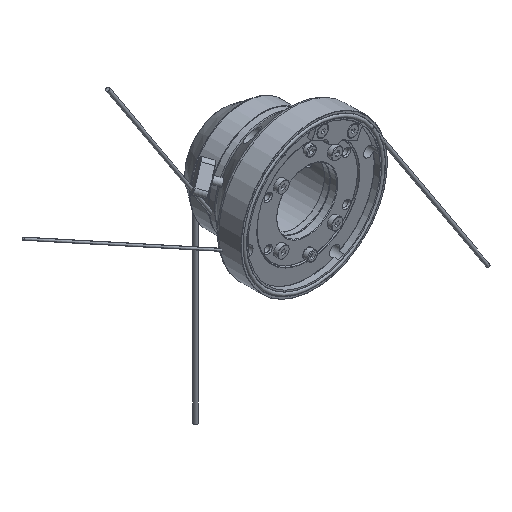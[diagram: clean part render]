
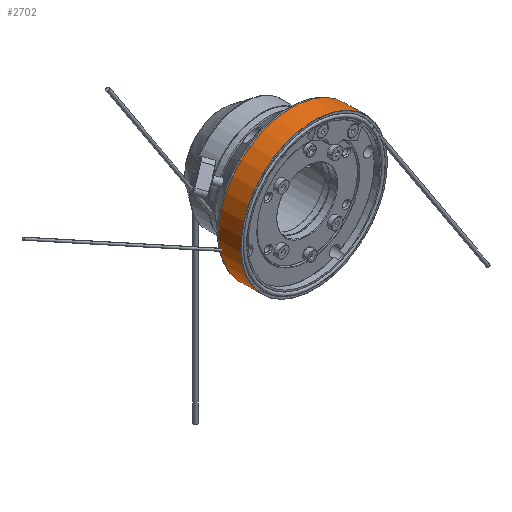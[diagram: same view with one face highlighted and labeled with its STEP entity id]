
A CAD part, isometric view. The second image highlights one B-rep face of the part: STEP entity #2702.
In plain terms, the highlighted cylindrical face has radius 65 mm (diameter 130 mm), a full revolution.
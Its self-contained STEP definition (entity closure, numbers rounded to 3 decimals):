
#273 = AXIS2_PLACEMENT_3D ( 'NONE', #9165, #3560, #8982 ) ;
#538 = EDGE_LOOP ( 'NONE', ( #3243 ) ) ;
#1090 = CARTESIAN_POINT ( 'NONE',  ( -65., 0., -0.2 ) ) ;
#1268 = CYLINDRICAL_SURFACE ( 'NONE', #273, 65. ) ;
#1483 = CARTESIAN_POINT ( 'NONE',  ( 0., 0., -0.2 ) ) ;
#2181 = EDGE_LOOP ( 'NONE', ( #5862 ) ) ;
#2264 = DIRECTION ( 'NONE',  ( 0., 0., -1. ) ) ;
#2333 = CIRCLE ( 'NONE', #6648, 65. ) ;
#2702 = ADVANCED_FACE ( 'NONE', ( #8192, #2845 ), #1268, .T. ) ;
#2845 = FACE_OUTER_BOUND ( 'NONE', #2181, .T. ) ;
#3178 = AXIS2_PLACEMENT_3D ( 'NONE', #1483, #2264, #8607 ) ;
#3243 = ORIENTED_EDGE ( 'NONE', *, *, #9327, .T. ) ;
#3560 = DIRECTION ( 'NONE',  ( 0., 0., -1. ) ) ;
#3661 = DIRECTION ( 'NONE',  ( 0., 0., 1. ) ) ;
#5044 = DIRECTION ( 'NONE',  ( 1., 0., 0. ) ) ;
#5054 = CARTESIAN_POINT ( 'NONE',  ( 65., 0., -19.76 ) ) ;
#5862 = ORIENTED_EDGE ( 'NONE', *, *, #9673, .T. ) ;
#5931 = VERTEX_POINT ( 'NONE', #5054 ) ;
#6648 = AXIS2_PLACEMENT_3D ( 'NONE', #7324, #3661, #5044 ) ;
#7324 = CARTESIAN_POINT ( 'NONE',  ( 0., 0., -19.76 ) ) ;
#8192 = FACE_OUTER_BOUND ( 'NONE', #538, .T. ) ;
#8607 = DIRECTION ( 'NONE',  ( -1., 0., 0. ) ) ;
#8982 = DIRECTION ( 'NONE',  ( -1., 0., 0. ) ) ;
#9049 = VERTEX_POINT ( 'NONE', #1090 ) ;
#9165 = CARTESIAN_POINT ( 'NONE',  ( 0., 0., -62.093 ) ) ;
#9327 = EDGE_CURVE ( 'NONE', #9049, #9049, #9947, .T. ) ;
#9673 = EDGE_CURVE ( 'NONE', #5931, #5931, #2333, .T. ) ;
#9947 = CIRCLE ( 'NONE', #3178, 65. ) ;
